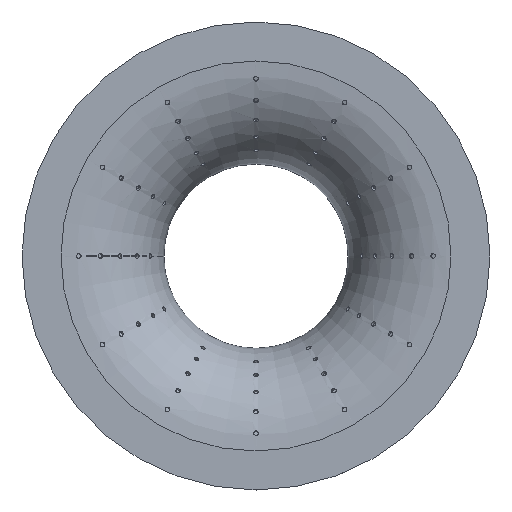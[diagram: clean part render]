
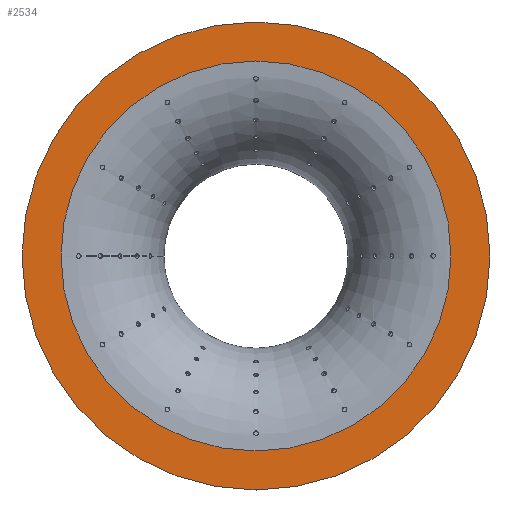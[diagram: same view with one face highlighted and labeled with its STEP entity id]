
A CAD part, top view. The second image highlights one B-rep face of the part: STEP entity #2534.
In plain terms, the highlighted planar face has unit normal (0, 0, 1).
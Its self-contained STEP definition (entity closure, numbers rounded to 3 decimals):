
#19=PLANE('',#2677);
#131=FACE_BOUND('',#469,.T.);
#145=CIRCLE('',#2599,125.);
#146=CIRCLE('',#2600,125.);
#173=CIRCLE('',#2675,150.);
#174=CIRCLE('',#2676,150.);
#278=FACE_OUTER_BOUND('',#468,.T.);
#468=EDGE_LOOP('',(#2336,#2337));
#469=EDGE_LOOP('',(#2338,#2339));
#992=VERTEX_POINT('',#5763);
#993=VERTEX_POINT('',#5765);
#1176=VERTEX_POINT('',#10340);
#1177=VERTEX_POINT('',#10341);
#1325=EDGE_CURVE('',#992,#993,#145,.T.);
#1326=EDGE_CURVE('',#993,#992,#146,.T.);
#1568=EDGE_CURVE('',#1176,#1177,#173,.T.);
#1569=EDGE_CURVE('',#1177,#1176,#174,.T.);
#2336=ORIENTED_EDGE('',*,*,#1568,.T.);
#2337=ORIENTED_EDGE('',*,*,#1569,.T.);
#2338=ORIENTED_EDGE('',*,*,#1326,.F.);
#2339=ORIENTED_EDGE('',*,*,#1325,.F.);
#2534=ADVANCED_FACE('',(#278,#131),#19,.T.);
#2599=AXIS2_PLACEMENT_3D('',#5766,#2799,#2800);
#2600=AXIS2_PLACEMENT_3D('',#5767,#2801,#2802);
#2675=AXIS2_PLACEMENT_3D('',#10342,#2991,#2992);
#2676=AXIS2_PLACEMENT_3D('',#10343,#2993,#2994);
#2677=AXIS2_PLACEMENT_3D('',#10345,#2996,#2997);
#2799=DIRECTION('center_axis',(0.,0.,1.));
#2800=DIRECTION('ref_axis',(-1.,-0.001,0.));
#2801=DIRECTION('center_axis',(0.,0.,1.));
#2802=DIRECTION('ref_axis',(-1.,-0.001,0.));
#2991=DIRECTION('center_axis',(0.,0.,1.));
#2992=DIRECTION('ref_axis',(-1.,-0.001,0.));
#2993=DIRECTION('center_axis',(0.,0.,1.));
#2994=DIRECTION('ref_axis',(-1.,-0.001,0.));
#2996=DIRECTION('center_axis',(0.,0.,1.));
#2997=DIRECTION('ref_axis',(-1.,-0.001,0.));
#5763=CARTESIAN_POINT('',(125.,0.109,66.));
#5765=CARTESIAN_POINT('',(125.,0.,66.));
#5766=CARTESIAN_POINT('Origin',(0.,0.,66.));
#5767=CARTESIAN_POINT('Origin',(0.,0.,66.));
#10340=CARTESIAN_POINT('',(150.,0.,66.));
#10341=CARTESIAN_POINT('',(150.,0.131,66.));
#10342=CARTESIAN_POINT('Origin',(0.,0.,66.));
#10343=CARTESIAN_POINT('Origin',(0.,0.,66.));
#10345=CARTESIAN_POINT('Origin',(-150.,0.131,66.));
